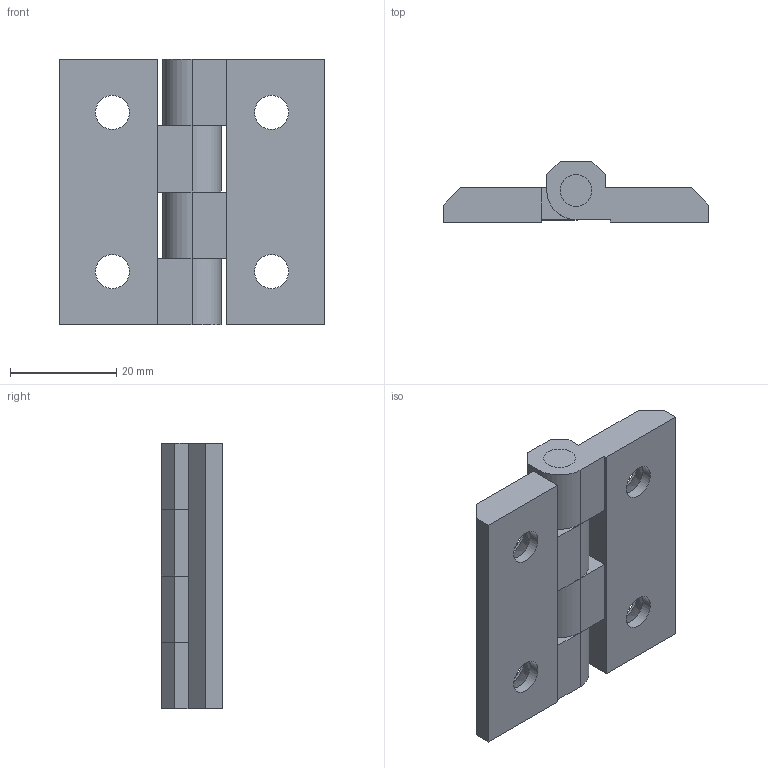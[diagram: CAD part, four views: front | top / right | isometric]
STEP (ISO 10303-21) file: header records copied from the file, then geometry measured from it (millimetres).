
FILE_DESCRIPTION(('STEP AP214'),'1');
FILE_NAME('HALDERN_EH_25160_0315.stp','2020-02-28T09:43:31',('TraceParts'),('TraceParts S.A.'),'Spatial InterOp 3D',' ',' ');
FILE_SCHEMA(('AUTOMOTIVE_DESIGN { 1 0 10303 214 1 1 1 1 }'));
Length unit declared in the file: millimetre
Products named in the file (1): HALDERN_EH_25160_0315_1
Bounding box: 50 x 11.5 x 50 mm (x, y, z)
Volume: 15514.3 mm3; surface area: 9550.7 mm2
Topology: 3 solids, 3 shells, 84 faces, 218 edges, 140 vertices
Faces by surface type: plane 46, cylinder 30, cone 8
Entity records: 3282 total; most frequent: DIRECTION 452, CARTESIAN_POINT 445, ORIENTED_EDGE 436, EDGE_CURVE 218, LINE 158, VECTOR 158, AXIS2_PLACEMENT_3D 147, VERTEX_POINT 140
